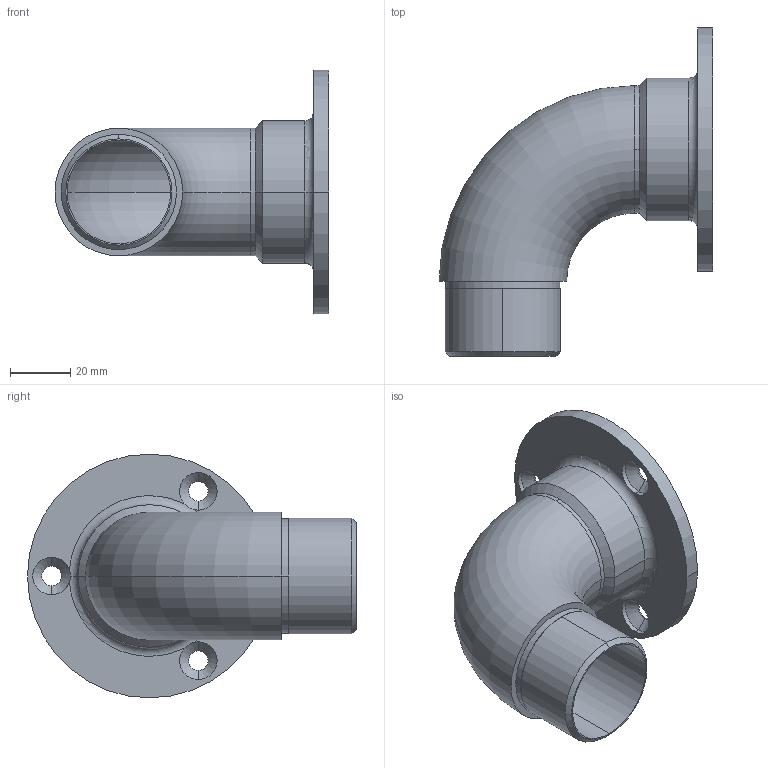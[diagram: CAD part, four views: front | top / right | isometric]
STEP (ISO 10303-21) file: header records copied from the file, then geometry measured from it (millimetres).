
FILE_DESCRIPTION (( 'STEP AP203' ), '1' );
FILE_NAME ('A_0507-242.STEP', '2022-12-19T11:22:13', ( '' ), ( '' ), 'SwSTEP 2.0', 'SolidWorks 2019', '' );
FILE_SCHEMA (( 'CONFIG_CONTROL_DESIGN' ));
Length unit declared in the file: millimetre
Products named in the file (1): A_0507-242
Bounding box: 91 x 109.3 x 81 mm (x, y, z)
Volume: 44832.6 mm3; surface area: 38798.8 mm2
Topology: 1 solids, 1 shells, 104 faces, 257 edges, 158 vertices
Faces by surface type: cylinder 49, torus 29, plane 14, cone 10, bspline 2
Entity records: 3746 total; most frequent: CARTESIAN_POINT 1070, DIRECTION 623, ORIENTED_EDGE 514, AXIS2_PLACEMENT_3D 273, EDGE_CURVE 257, CIRCLE 170, VERTEX_POINT 158, EDGE_LOOP 115
